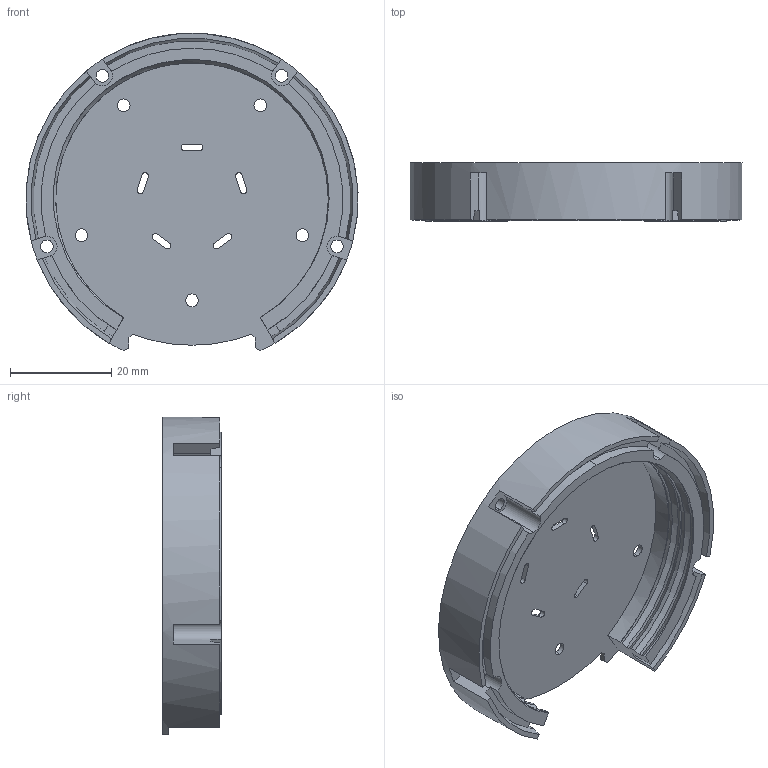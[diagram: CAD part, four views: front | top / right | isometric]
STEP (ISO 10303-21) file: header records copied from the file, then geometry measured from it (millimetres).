
FILE_DESCRIPTION (( 'STEP AP214' ), '1' );
FILE_NAME ('萇喀累狟裔.STEP', '2023-01-17T14:14:04', ( '' ), ( '' ), 'SwSTEP 2.0', 'SolidWorks 2022', '' );
FILE_SCHEMA (( 'AUTOMOTIVE_DESIGN' ));
Length unit declared in the file: millimetre
Products named in the file (1): 萇喀累狟裔
Bounding box: 65.74 x 11.5 x 62.92 mm (x, y, z)
Volume: 11370.5 mm3; surface area: 11070.6 mm2
Topology: 1 solids, 1 shells, 116 faces, 340 edges, 226 vertices
Faces by surface type: cylinder 53, plane 48, bspline 9, cone 6
Entity records: 8315 total; most frequent: CARTESIAN_POINT 5116, ORIENTED_EDGE 680, DIRECTION 648, EDGE_CURVE 340, AXIS2_PLACEMENT_3D 241, VERTEX_POINT 226, LINE 166, VECTOR 166
